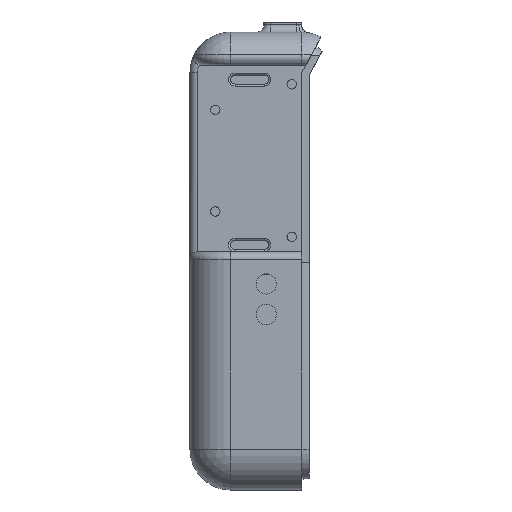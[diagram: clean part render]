
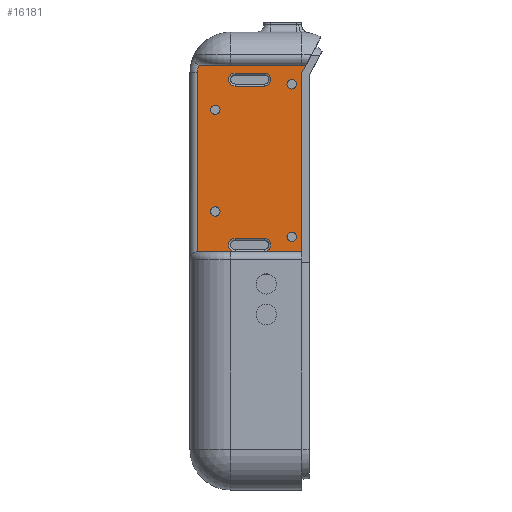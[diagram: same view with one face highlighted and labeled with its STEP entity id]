
A CAD part, left-side view. The second image highlights one B-rep face of the part: STEP entity #16181.
In plain terms, the highlighted planar face has unit normal (-1, 0, 0).
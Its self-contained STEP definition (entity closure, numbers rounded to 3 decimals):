
#231=FACE_BOUND('',#2221,.T.);
#232=FACE_BOUND('',#2222,.T.);
#233=FACE_BOUND('',#2223,.T.);
#234=FACE_BOUND('',#2224,.T.);
#235=FACE_BOUND('',#2225,.T.);
#236=FACE_BOUND('',#2226,.T.);
#593=PLANE('',#17238);
#1232=FACE_OUTER_BOUND('',#2220,.T.);
#2220=EDGE_LOOP('',(#12518,#12519,#12520,#12521,#12522,#12523,#12524));
#2221=EDGE_LOOP('',(#12525,#12526,#12527,#12528));
#2222=EDGE_LOOP('',(#12529));
#2223=EDGE_LOOP('',(#12530));
#2224=EDGE_LOOP('',(#12531));
#2225=EDGE_LOOP('',(#12532));
#2226=EDGE_LOOP('',(#12533,#12534,#12535,#12536));
#3051=CIRCLE('',#17227,2.55);
#3054=CIRCLE('',#17232,2.55);
#3057=CIRCLE('',#17239,3.);
#3058=CIRCLE('',#17240,13.);
#3059=CIRCLE('',#17241,2.55);
#3060=CIRCLE('',#17242,2.55);
#3061=CIRCLE('',#17243,1.85);
#3062=CIRCLE('',#17244,1.85);
#3063=CIRCLE('',#17245,1.85);
#3064=CIRCLE('',#17246,1.85);
#4010=LINE('',#24010,#5771);
#4012=LINE('',#24019,#5773);
#4018=LINE('',#24034,#5779);
#4019=LINE('',#24036,#5780);
#4020=LINE('',#24038,#5781);
#4021=LINE('',#24044,#5782);
#4022=LINE('',#24045,#5783);
#4023=LINE('',#24050,#5784);
#4024=LINE('',#24053,#5785);
#5771=VECTOR('',#19537,10.);
#5773=VECTOR('',#19549,10.);
#5779=VECTOR('',#19563,10.);
#5780=VECTOR('',#19564,10.);
#5781=VECTOR('',#19565,10.);
#5782=VECTOR('',#19570,10.);
#5783=VECTOR('',#19571,10.);
#5784=VECTOR('',#19574,10.);
#5785=VECTOR('',#19577,10.);
#7633=VERTEX_POINT('',#23998);
#7636=VERTEX_POINT('',#24003);
#7638=VERTEX_POINT('',#24008);
#7640=VERTEX_POINT('',#24014);
#7644=VERTEX_POINT('',#24032);
#7645=VERTEX_POINT('',#24033);
#7646=VERTEX_POINT('',#24035);
#7647=VERTEX_POINT('',#24037);
#7648=VERTEX_POINT('',#24039);
#7649=VERTEX_POINT('',#24041);
#7650=VERTEX_POINT('',#24043);
#7651=VERTEX_POINT('',#24046);
#7652=VERTEX_POINT('',#24047);
#7653=VERTEX_POINT('',#24049);
#7654=VERTEX_POINT('',#24051);
#7655=VERTEX_POINT('',#24054);
#7656=VERTEX_POINT('',#24056);
#7657=VERTEX_POINT('',#24058);
#7658=VERTEX_POINT('',#24060);
#9424=EDGE_CURVE('',#7636,#7633,#3051,.T.);
#9426=EDGE_CURVE('',#7638,#7636,#4010,.T.);
#9429=EDGE_CURVE('',#7640,#7638,#3054,.T.);
#9431=EDGE_CURVE('',#7633,#7640,#4012,.T.);
#9438=EDGE_CURVE('',#7644,#7645,#4018,.T.);
#9439=EDGE_CURVE('',#7645,#7646,#4019,.T.);
#9440=EDGE_CURVE('',#7647,#7646,#4020,.T.);
#9441=EDGE_CURVE('',#7648,#7647,#3057,.T.);
#9442=EDGE_CURVE('',#7649,#7648,#3058,.T.);
#9443=EDGE_CURVE('',#7650,#7649,#4021,.T.);
#9444=EDGE_CURVE('',#7650,#7644,#4022,.T.);
#9445=EDGE_CURVE('',#7651,#7652,#3059,.T.);
#9446=EDGE_CURVE('',#7653,#7651,#4023,.T.);
#9447=EDGE_CURVE('',#7654,#7653,#3060,.T.);
#9448=EDGE_CURVE('',#7652,#7654,#4024,.T.);
#9449=EDGE_CURVE('',#7655,#7655,#3061,.T.);
#9450=EDGE_CURVE('',#7656,#7656,#3062,.T.);
#9451=EDGE_CURVE('',#7657,#7657,#3063,.T.);
#9452=EDGE_CURVE('',#7658,#7658,#3064,.T.);
#12518=ORIENTED_EDGE('',*,*,#9438,.T.);
#12519=ORIENTED_EDGE('',*,*,#9439,.T.);
#12520=ORIENTED_EDGE('',*,*,#9440,.F.);
#12521=ORIENTED_EDGE('',*,*,#9441,.F.);
#12522=ORIENTED_EDGE('',*,*,#9442,.F.);
#12523=ORIENTED_EDGE('',*,*,#9443,.F.);
#12524=ORIENTED_EDGE('',*,*,#9444,.T.);
#12525=ORIENTED_EDGE('',*,*,#9445,.F.);
#12526=ORIENTED_EDGE('',*,*,#9446,.F.);
#12527=ORIENTED_EDGE('',*,*,#9447,.F.);
#12528=ORIENTED_EDGE('',*,*,#9448,.F.);
#12529=ORIENTED_EDGE('',*,*,#9449,.T.);
#12530=ORIENTED_EDGE('',*,*,#9450,.T.);
#12531=ORIENTED_EDGE('',*,*,#9451,.T.);
#12532=ORIENTED_EDGE('',*,*,#9452,.T.);
#12533=ORIENTED_EDGE('',*,*,#9424,.F.);
#12534=ORIENTED_EDGE('',*,*,#9426,.F.);
#12535=ORIENTED_EDGE('',*,*,#9429,.F.);
#12536=ORIENTED_EDGE('',*,*,#9431,.F.);
#16181=ADVANCED_FACE('',(#1232,#231,#232,#233,#234,#235,#236),#593,.F.);
#17227=AXIS2_PLACEMENT_3D('',#24005,#19531,#19532);
#17232=AXIS2_PLACEMENT_3D('',#24016,#19543,#19544);
#17238=AXIS2_PLACEMENT_3D('',#24031,#19561,#19562);
#17239=AXIS2_PLACEMENT_3D('',#24040,#19566,#19567);
#17240=AXIS2_PLACEMENT_3D('',#24042,#19568,#19569);
#17241=AXIS2_PLACEMENT_3D('',#24048,#19572,#19573);
#17242=AXIS2_PLACEMENT_3D('',#24052,#19575,#19576);
#17243=AXIS2_PLACEMENT_3D('',#24055,#19578,#19579);
#17244=AXIS2_PLACEMENT_3D('',#24057,#19580,#19581);
#17245=AXIS2_PLACEMENT_3D('',#24059,#19582,#19583);
#17246=AXIS2_PLACEMENT_3D('',#24061,#19584,#19585);
#19531=DIRECTION('center_axis',(-1.,0.,0.));
#19532=DIRECTION('ref_axis',(0.,1.,0.));
#19537=DIRECTION('',(0.,1.,0.));
#19543=DIRECTION('center_axis',(-1.,0.,0.));
#19544=DIRECTION('ref_axis',(0.,-1.,0.));
#19549=DIRECTION('',(0.,-1.,0.));
#19561=DIRECTION('center_axis',(1.,0.,0.));
#19562=DIRECTION('ref_axis',(0.,0.,-1.));
#19563=DIRECTION('',(0.,0.,1.));
#19564=DIRECTION('',(0.,-0.469,0.883));
#19565=DIRECTION('',(0.,-1.,0.));
#19566=DIRECTION('center_axis',(-1.,0.,0.));
#19567=DIRECTION('ref_axis',(0.,0.855,-0.519));
#19568=DIRECTION('center_axis',(1.,0.,0.));
#19569=DIRECTION('ref_axis',(0.,0.996,0.094));
#19570=DIRECTION('',(0.,0.,1.));
#19571=DIRECTION('',(0.,-1.,0.));
#19572=DIRECTION('center_axis',(-1.,0.,0.));
#19573=DIRECTION('ref_axis',(0.,-1.,0.));
#19574=DIRECTION('',(0.,-1.,0.));
#19575=DIRECTION('center_axis',(-1.,0.,0.));
#19576=DIRECTION('ref_axis',(0.,1.,0.));
#19577=DIRECTION('',(0.,1.,0.));
#19578=DIRECTION('center_axis',(1.,0.,0.));
#19579=DIRECTION('ref_axis',(0.,-1.,0.));
#19580=DIRECTION('center_axis',(1.,0.,0.));
#19581=DIRECTION('ref_axis',(0.,-1.,0.));
#19582=DIRECTION('center_axis',(1.,0.,0.));
#19583=DIRECTION('ref_axis',(0.,-1.,0.));
#19584=DIRECTION('center_axis',(1.,0.,0.));
#19585=DIRECTION('ref_axis',(0.,-1.,0.));
#23998=CARTESIAN_POINT('',(-52.,-17.75,68.8));
#24003=CARTESIAN_POINT('',(-52.,-17.75,73.9));
#24005=CARTESIAN_POINT('Origin',(-52.,-17.75,71.35));
#24008=CARTESIAN_POINT('',(-52.,-29.25,73.9));
#24010=CARTESIAN_POINT('',(-52.,-8.875,73.9));
#24014=CARTESIAN_POINT('',(-52.,-29.25,68.8));
#24016=CARTESIAN_POINT('Origin',(-52.,-29.25,71.35));
#24019=CARTESIAN_POINT('',(-52.,-14.625,68.8));
#24031=CARTESIAN_POINT('Origin',(-52.,0.,77.));
#24032=CARTESIAN_POINT('',(-52.,-44.,3.6));
#24033=CARTESIAN_POINT('',(-52.,-44.,74.));
#24034=CARTESIAN_POINT('',(-52.,-44.,-16.5));
#24035=CARTESIAN_POINT('',(-52.,-45.594,77.));
#24036=CARTESIAN_POINT('',(-52.,-39.776,66.052));
#24037=CARTESIAN_POINT('',(-52.,-4.467,77.));
#24038=CARTESIAN_POINT('',(-52.,0.,77.));
#24039=CARTESIAN_POINT('',(-52.,-3.399,77.197));
#24040=CARTESIAN_POINT('Origin',(-52.,-4.467,80.));
#24041=CARTESIAN_POINT('',(-52.,-3.,74.));
#24042=CARTESIAN_POINT('Origin',(-52.,-16.,74.));
#24043=CARTESIAN_POINT('',(-52.,-3.,3.6));
#24044=CARTESIAN_POINT('',(-52.,-3.,1.5));
#24045=CARTESIAN_POINT('',(-52.,0.,3.6));
#24046=CARTESIAN_POINT('',(-52.,-29.25,3.8));
#24047=CARTESIAN_POINT('',(-52.,-29.25,8.9));
#24048=CARTESIAN_POINT('Origin',(-52.,-29.25,6.35));
#24049=CARTESIAN_POINT('',(-52.,-17.75,3.8));
#24050=CARTESIAN_POINT('',(-52.,-14.625,3.8));
#24051=CARTESIAN_POINT('',(-52.,-17.75,8.9));
#24052=CARTESIAN_POINT('Origin',(-52.,-17.75,6.35));
#24053=CARTESIAN_POINT('',(-52.,-8.875,8.9));
#24054=CARTESIAN_POINT('',(-52.,-38.15,69.5));
#24055=CARTESIAN_POINT('Origin',(-52.,-40.,69.5));
#24056=CARTESIAN_POINT('',(-52.,-8.15,19.5));
#24057=CARTESIAN_POINT('Origin',(-52.,-10.,19.5));
#24058=CARTESIAN_POINT('',(-52.,-8.15,59.5));
#24059=CARTESIAN_POINT('Origin',(-52.,-10.,59.5));
#24060=CARTESIAN_POINT('',(-52.,-38.15,9.5));
#24061=CARTESIAN_POINT('Origin',(-52.,-40.,9.5));
